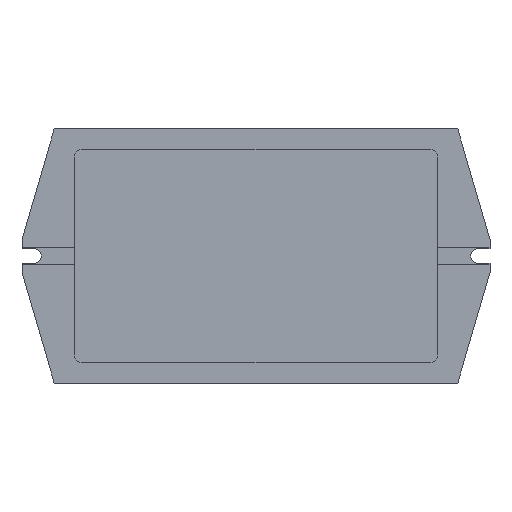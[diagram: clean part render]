
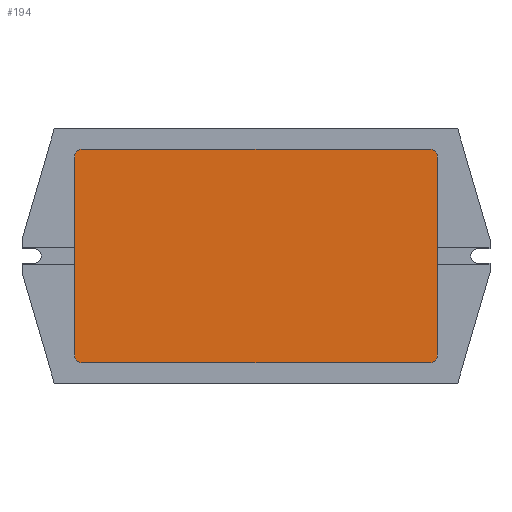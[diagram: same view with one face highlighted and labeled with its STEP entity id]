
A CAD part, front view. The second image highlights one B-rep face of the part: STEP entity #194.
In plain terms, the highlighted planar face has unit normal (0, -1, 0).
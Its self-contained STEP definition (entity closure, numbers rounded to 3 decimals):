
#194 = ADVANCED_FACE( '', ( #436 ), #437, .F. );
#436 = FACE_OUTER_BOUND( '', #680, .T. );
#437 = PLANE( '', #681 );
#680 = EDGE_LOOP( '', ( #1727, #1728, #1729, #1730, #1731, #1732, #1733, #1734 ) );
#681 = AXIS2_PLACEMENT_3D( '', #1735, #1736, #1737 );
#1727 = ORIENTED_EDGE( '', *, *, #1793, .T. );
#1728 = ORIENTED_EDGE( '', *, *, #2094, .T. );
#1729 = ORIENTED_EDGE( '', *, *, #2096, .T. );
#1730 = ORIENTED_EDGE( '', *, *, #2098, .T. );
#1731 = ORIENTED_EDGE( '', *, *, #2101, .T. );
#1732 = ORIENTED_EDGE( '', *, *, #2102, .T. );
#1733 = ORIENTED_EDGE( '', *, *, #2104, .T. );
#1734 = ORIENTED_EDGE( '', *, *, #2106, .T. );
#1735 = CARTESIAN_POINT( '', ( 0., 10., 0. ) );
#1736 = DIRECTION( '', ( 0., 1., 0. ) );
#1737 = DIRECTION( '', ( 0., 0., 1. ) );
#1793 = EDGE_CURVE( '', #2176, #2174, #2177, .T. );
#2094 = EDGE_CURVE( '', #2174, #2672, #2673, .T. );
#2096 = EDGE_CURVE( '', #2672, #2675, #2676, .T. );
#2098 = EDGE_CURVE( '', #2675, #2678, #2679, .T. );
#2101 = EDGE_CURVE( '', #2678, #2681, #2683, .T. );
#2102 = EDGE_CURVE( '', #2681, #2684, #2685, .T. );
#2104 = EDGE_CURVE( '', #2684, #2687, #2688, .T. );
#2106 = EDGE_CURVE( '', #2687, #2176, #2690, .T. );
#2174 = VERTEX_POINT( '', #2792 );
#2176 = VERTEX_POINT( '', #2795 );
#2177 = LINE( '', #2796, #2797 );
#2672 = VERTEX_POINT( '', #3586 );
#2673 = CIRCLE( '', #3587, 10. );
#2675 = VERTEX_POINT( '', #3590 );
#2676 = LINE( '', #3591, #3592 );
#2678 = VERTEX_POINT( '', #3595 );
#2679 = CIRCLE( '', #3596, 10. );
#2681 = VERTEX_POINT( '', #3599 );
#2683 = LINE( '', #3602, #3603 );
#2684 = VERTEX_POINT( '', #3604 );
#2685 = CIRCLE( '', #3605, 10. );
#2687 = VERTEX_POINT( '', #3608 );
#2688 = LINE( '', #3609, #3610 );
#2690 = CIRCLE( '', #3613, 10. );
#2792 = CARTESIAN_POINT( '', ( -225., 10., -122.5 ) );
#2795 = CARTESIAN_POINT( '', ( -225., 10., 122.5 ) );
#2796 = CARTESIAN_POINT( '', ( -225., 10., -122.5 ) );
#2797 = VECTOR( '', #3657, 1. );
#3586 = CARTESIAN_POINT( '', ( -215., 10., -132.5 ) );
#3587 = AXIS2_PLACEMENT_3D( '', #3970, #3971, #3972 );
#3590 = CARTESIAN_POINT( '', ( 215., 10., -132.5 ) );
#3591 = CARTESIAN_POINT( '', ( 215., 10., -132.5 ) );
#3592 = VECTOR( '', #3974, 1. );
#3595 = CARTESIAN_POINT( '', ( 225., 10., -122.5 ) );
#3596 = AXIS2_PLACEMENT_3D( '', #3976, #3977, #3978 );
#3599 = CARTESIAN_POINT( '', ( 225., 10., 122.5 ) );
#3602 = CARTESIAN_POINT( '', ( 225., 10., 122.5 ) );
#3603 = VECTOR( '', #3981, 1. );
#3604 = CARTESIAN_POINT( '', ( 215., 10., 132.5 ) );
#3605 = AXIS2_PLACEMENT_3D( '', #3982, #3983, #3984 );
#3608 = CARTESIAN_POINT( '', ( -215., 10., 132.5 ) );
#3609 = CARTESIAN_POINT( '', ( -215., 10., 132.5 ) );
#3610 = VECTOR( '', #3986, 1. );
#3613 = AXIS2_PLACEMENT_3D( '', #3988, #3989, #3990 );
#3657 = DIRECTION( '', ( 0., 0., -1. ) );
#3970 = CARTESIAN_POINT( '', ( -215., 10., -122.5 ) );
#3971 = DIRECTION( '', ( 0., -1., 0. ) );
#3972 = DIRECTION( '', ( 0., 0., -1. ) );
#3974 = DIRECTION( '', ( 1., 0., 0. ) );
#3976 = CARTESIAN_POINT( '', ( 215., 10., -122.5 ) );
#3977 = DIRECTION( '', ( 0., -1., 0. ) );
#3978 = DIRECTION( '', ( 1., 0., 0. ) );
#3981 = DIRECTION( '', ( 0., 0., 1. ) );
#3982 = CARTESIAN_POINT( '', ( 215., 10., 122.5 ) );
#3983 = DIRECTION( '', ( 0., -1., 0. ) );
#3984 = DIRECTION( '', ( 0., 0., 1. ) );
#3986 = DIRECTION( '', ( -1., 0., 0. ) );
#3988 = CARTESIAN_POINT( '', ( -215., 10., 122.5 ) );
#3989 = DIRECTION( '', ( 0., -1., 0. ) );
#3990 = DIRECTION( '', ( -1., 0., 0. ) );
